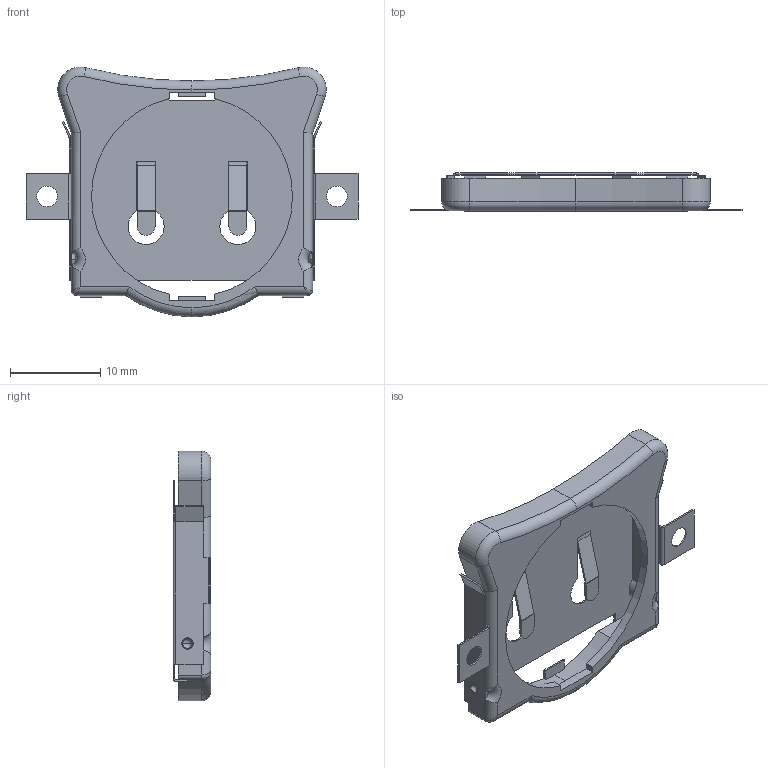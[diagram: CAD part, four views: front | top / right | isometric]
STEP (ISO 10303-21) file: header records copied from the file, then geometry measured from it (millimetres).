
FILE_DESCRIPTION (( 'STEP AP214' ), '1' );
FILE_NAME ('BHX1-2430-SM.STEP', '2020-01-14T00:04:15', ( '' ), ( '' ), 'SwSTEP 2.0', 'SolidWorks 2017', '' );
FILE_SCHEMA (( 'AUTOMOTIVE_DESIGN' ));
Length unit declared in the file: millimetre
Products named in the file (1): BHX1-2430-SM
Bounding box: 36.73 x 4.18 x 27.63 mm (x, y, z)
Volume: 676.3 mm3; surface area: 2673.9 mm2
Topology: 2 solids, 2 shells, 229 faces, 546 edges, 324 vertices
Faces by surface type: plane 138, cylinder 65, torus 16, sphere 8, bspline 2
Entity records: 6625 total; most frequent: CARTESIAN_POINT 1224, DIRECTION 1152, ORIENTED_EDGE 1088, EDGE_CURVE 544, AXIS2_PLACEMENT_3D 392, LINE 368, VECTOR 368, VERTEX_POINT 324
